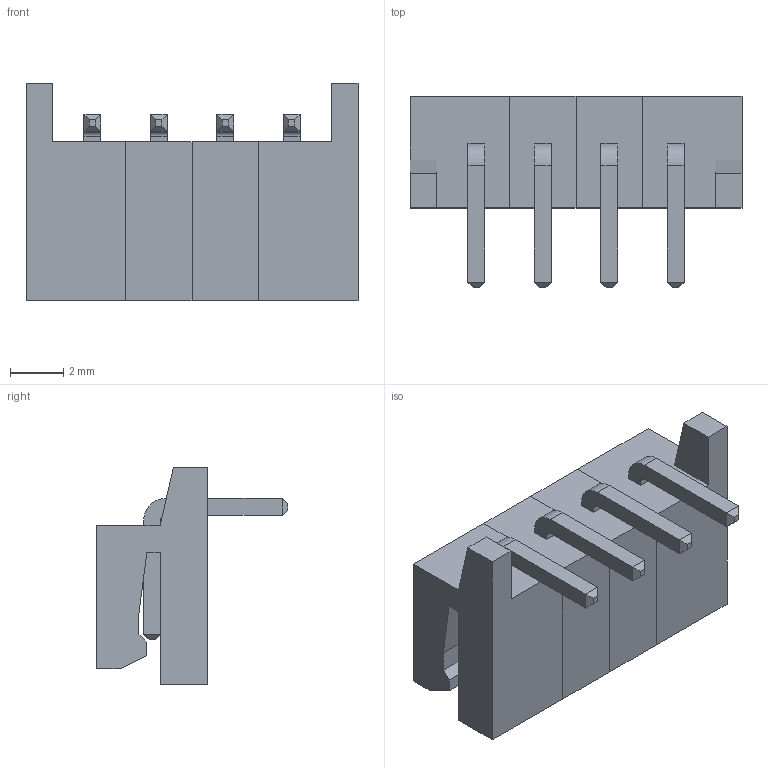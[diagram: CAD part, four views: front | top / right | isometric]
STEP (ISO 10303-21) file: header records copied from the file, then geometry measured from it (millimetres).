
FILE_DESCRIPTION (( 'STEP AP214' ), '1' );
FILE_NAME ('User Library-B4B-EH.STEP', '2021-05-28T07:46:20', ( '' ), ( '' ), 'SwSTEP 2.0', 'SolidWorks 2021', '' );
FILE_SCHEMA (( 'AUTOMOTIVE_DESIGN' ));
Length unit declared in the file: millimetre
Products named in the file (4): B2B-EH(瀔鍎樉麔鍧); B2B-EH(膴骫); B2B-EH(膴骫2); User Library-B4B-EH
Assembly tree (4 placements, depth 2):
  User Library-B4B-EH
    B2B-EH(膴骫)
    B2B-EH(瀔鍎樉麔鍧)  x2
    B2B-EH(膴骫2)
Bounding box: 12.5 x 7.2 x 8.2 mm (x, y, z)
Volume: 122.6 mm3; surface area: 502.5 mm2
Topology: 4 solids, 4 shells, 194 faces, 512 edges, 330 vertices
Faces by surface type: plane 186, cylinder 8
Entity records: 6425 total; most frequent: CARTESIAN_POINT 822, ORIENTED_EDGE 806, DIRECTION 733, EDGE_CURVE 403, LINE 391, VECTOR 391, VERTEX_POINT 260, AXIS2_PLACEMENT_3D 171
